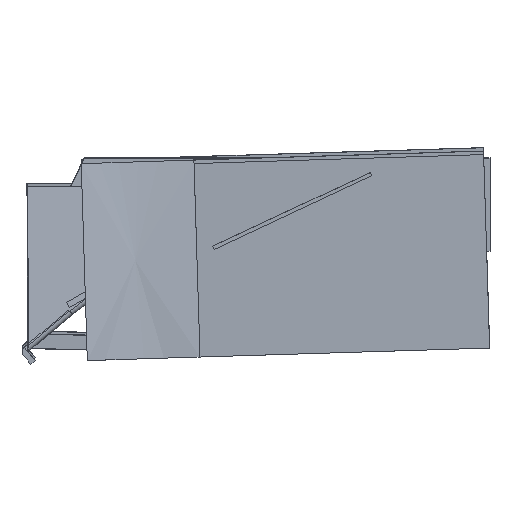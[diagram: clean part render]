
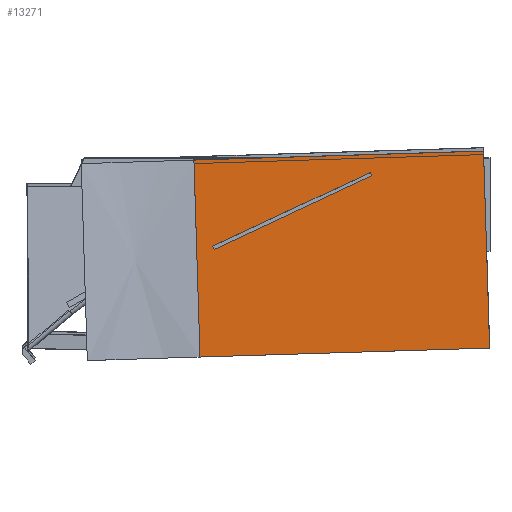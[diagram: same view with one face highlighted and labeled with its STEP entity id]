
A CAD part, left-side view. The second image highlights one B-rep face of the part: STEP entity #13271.
In plain terms, the highlighted planar face has unit normal (-1, 0, -0.002).
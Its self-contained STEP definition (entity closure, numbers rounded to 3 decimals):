
#13108=CARTESIAN_POINT('Vertex',(-181.752,-15.094,-9.278)) ;
#13111=CARTESIAN_POINT('Line Origine',(-181.752,-83.975,20.394)) ;
#13115=CARTESIAN_POINT('Vertex',(-181.752,-152.855,50.067)) ;
#13142=CARTESIAN_POINT('Line Origine',(-181.752,-152.262,51.444)) ;
#13146=CARTESIAN_POINT('Vertex',(-181.752,-151.668,52.822)) ;
#13177=CARTESIAN_POINT('Vertex',(-181.752,-13.907,-6.523)) ;
#13180=CARTESIAN_POINT('Line Origine',(-181.752,-14.501,-7.901)) ;
#13214=CARTESIAN_POINT('Line Origine',(-181.752,-82.788,23.149)) ;
#13226=CARTESIAN_POINT('Axis2P3D Location',(-181.752,0.,-101.773)) ;
#13231=CARTESIAN_POINT('Line Origine',(-181.752,-250.,-16.773)) ;
#13235=CARTESIAN_POINT('Vertex',(-181.752,-250.,-101.773)) ;
#13237=CARTESIAN_POINT('Vertex',(-181.752,-250.,68.227)) ;
#13240=CARTESIAN_POINT('Line Origine',(-181.752,-125.,68.227)) ;
#13244=CARTESIAN_POINT('Vertex',(-181.752,0.,68.227)) ;
#13247=CARTESIAN_POINT('Line Origine',(-181.752,0.,-16.773)) ;
#13251=CARTESIAN_POINT('Vertex',(-181.752,0.,-101.773)) ;
#13254=CARTESIAN_POINT('Line Origine',(-181.752,-125.,-101.773)) ;
#13112=DIRECTION('Vector Direction',(0.,0.918,-0.396)) ;
#13143=DIRECTION('Vector Direction',(0.,-0.396,-0.918)) ;
#13181=DIRECTION('Vector Direction',(0.,0.396,0.918)) ;
#13215=DIRECTION('Vector Direction',(0.,-0.918,0.396)) ;
#13227=DIRECTION('Axis2P3D Direction',(1.,0.,0.)) ;
#13228=DIRECTION('Axis2P3D XDirection',(0.,0.,1.)) ;
#13232=DIRECTION('Vector Direction',(0.,0.,1.)) ;
#13241=DIRECTION('Vector Direction',(0.,-1.,0.)) ;
#13248=DIRECTION('Vector Direction',(0.,0.,1.)) ;
#13255=DIRECTION('Vector Direction',(0.,-1.,0.)) ;
#13229=AXIS2_PLACEMENT_3D('Plane Axis2P3D',#13226,#13227,#13228) ;
#13260=ORIENTED_EDGE('',*,*,#13239,.T.) ;
#13261=ORIENTED_EDGE('',*,*,#13246,.F.) ;
#13262=ORIENTED_EDGE('',*,*,#13253,.F.) ;
#13263=ORIENTED_EDGE('',*,*,#13258,.T.) ;
#13266=ORIENTED_EDGE('',*,*,#13148,.T.) ;
#13267=ORIENTED_EDGE('',*,*,#13117,.T.) ;
#13268=ORIENTED_EDGE('',*,*,#13184,.T.) ;
#13269=ORIENTED_EDGE('',*,*,#13218,.T.) ;
#13270=FACE_BOUND('',#13265,.T.) ;
#13113=VECTOR('Line Direction',#13112,1.) ;
#13144=VECTOR('Line Direction',#13143,1.) ;
#13182=VECTOR('Line Direction',#13181,1.) ;
#13216=VECTOR('Line Direction',#13215,1.) ;
#13233=VECTOR('Line Direction',#13232,1.) ;
#13242=VECTOR('Line Direction',#13241,1.) ;
#13249=VECTOR('Line Direction',#13248,1.) ;
#13256=VECTOR('Line Direction',#13255,1.) ;
#13271=ADVANCED_FACE('',(#13264,#13270),#13230,.F.) ;
#13117=EDGE_CURVE('',#13116,#13109,#13114,.T.) ;
#13148=EDGE_CURVE('',#13147,#13116,#13145,.T.) ;
#13184=EDGE_CURVE('',#13109,#13178,#13183,.T.) ;
#13218=EDGE_CURVE('',#13178,#13147,#13217,.T.) ;
#13239=EDGE_CURVE('',#13236,#13238,#13234,.T.) ;
#13246=EDGE_CURVE('',#13245,#13238,#13243,.T.) ;
#13253=EDGE_CURVE('',#13252,#13245,#13250,.T.) ;
#13258=EDGE_CURVE('',#13252,#13236,#13257,.T.) ;
#13259=EDGE_LOOP('',(#13260,#13261,#13262,#13263)) ;
#13265=EDGE_LOOP('',(#13266,#13267,#13268,#13269)) ;
#13264=FACE_OUTER_BOUND('',#13259,.T.) ;
#13114=LINE('Line',#13111,#13113) ;
#13145=LINE('Line',#13142,#13144) ;
#13183=LINE('Line',#13180,#13182) ;
#13217=LINE('Line',#13214,#13216) ;
#13234=LINE('Line',#13231,#13233) ;
#13243=LINE('Line',#13240,#13242) ;
#13250=LINE('Line',#13247,#13249) ;
#13257=LINE('Line',#13254,#13256) ;
#13230=PLANE('Plane',#13229) ;
#13109=VERTEX_POINT('',#13108) ;
#13116=VERTEX_POINT('',#13115) ;
#13147=VERTEX_POINT('',#13146) ;
#13178=VERTEX_POINT('',#13177) ;
#13236=VERTEX_POINT('',#13235) ;
#13238=VERTEX_POINT('',#13237) ;
#13245=VERTEX_POINT('',#13244) ;
#13252=VERTEX_POINT('',#13251) ;
